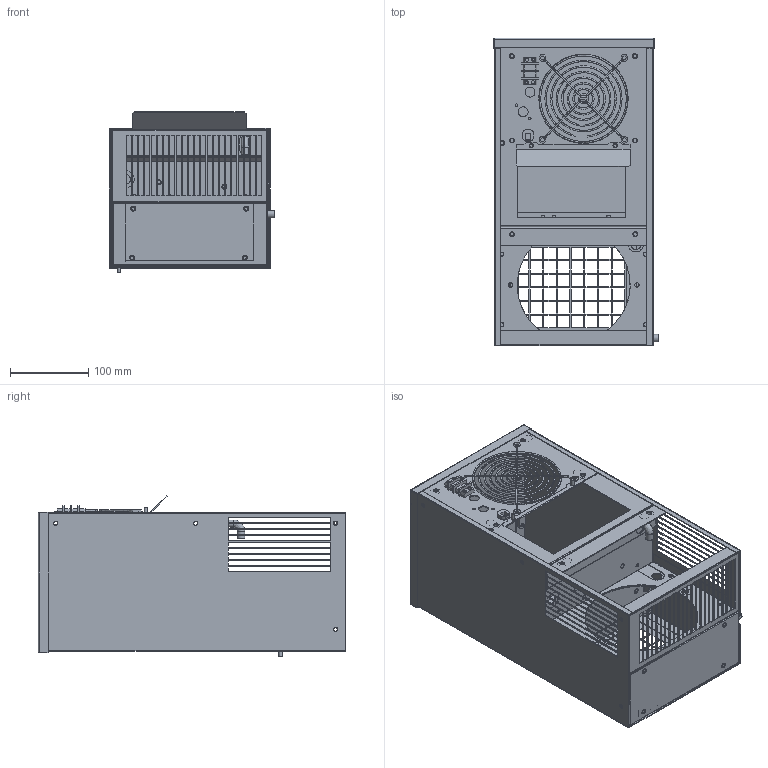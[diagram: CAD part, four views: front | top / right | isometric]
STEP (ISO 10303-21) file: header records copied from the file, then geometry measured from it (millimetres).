
FILE_DESCRIPTION((''),'2;1');
FILE_NAME('STEP-KNA4C1DP15L.stp', '2013-03-20T13:18:05',('User'),('SDRC'),'I-DEAS Master Series','UNIX','Yes');
FILE_SCHEMA(('CONFIG_CONTROL_DESIGN', 'GEOMETRIC_VALIDATION_PROPERTIES_MIM','SHAPE_APPEARANCE_LAYER_MIM'));
Length unit declared in the file: inch
Bounding box: 212.22 x 393.57 x 205.43 mm (x, y, z)
Volume: 521961.4 mm3; surface area: 945748.8 mm2
Topology: 48 solids, 48 shells, 1278 faces, 3434 edges, 2271 vertices
Faces by surface type: bspline 1278
Entity records: 45284 total; most frequent: CARTESIAN_POINT 20362, ORIENTED_EDGE 6868, OVER_RIDING_STYLED_ITEM 3494, EDGE_CURVE 3434, QUASI_UNIFORM_CURVE 2503, VERTEX_POINT 2271, EDGE_LOOP 1801, FACE_OUTER_BOUND 1278
